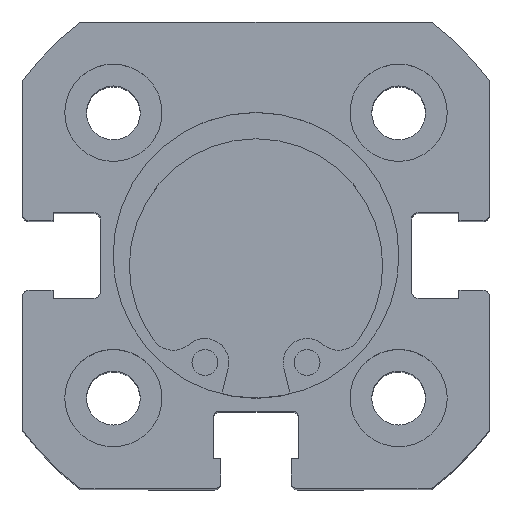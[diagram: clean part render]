
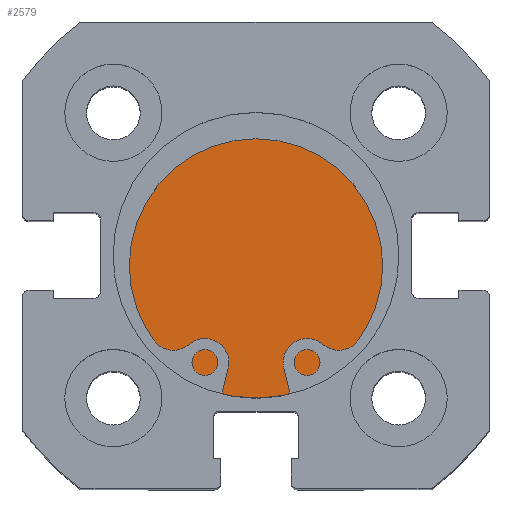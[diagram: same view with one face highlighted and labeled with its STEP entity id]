
A CAD part, top view. The second image highlights one B-rep face of the part: STEP entity #2579.
In plain terms, the highlighted face is planar.
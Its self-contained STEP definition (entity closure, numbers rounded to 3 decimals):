
#15 = CIRCLE ( 'NONE', #4552, 11. ) ;
#1159 = CARTESIAN_POINT ( 'NONE',  ( 6., 0., 11. ) ) ;
#1161 = CARTESIAN_POINT ( 'NONE',  ( 6., 0., -11. ) ) ;
#1563 = DIRECTION ( 'NONE',  ( 0., 0., 1. ) ) ;
#1565 = DIRECTION ( 'NONE',  ( -1., 0., 0. ) ) ;
#1570 = CARTESIAN_POINT ( 'NONE',  ( 6., 0., 0. ) ) ;
#1847 = DIRECTION ( 'NONE',  ( 0., 0., 1. ) ) ;
#1848 = DIRECTION ( 'NONE',  ( -1., 0., 0. ) ) ;
#1849 = CARTESIAN_POINT ( 'NONE',  ( 6., 0., 0. ) ) ;
#2579 = ADVANCED_FACE ( 'NONE', ( #5239 ), #3543, .F. ) ;
#3209 = VERTEX_POINT ( 'NONE', #1161 ) ;
#3210 = VERTEX_POINT ( 'NONE', #1159 ) ;
#3223 = DIRECTION ( 'NONE',  ( -1., 0., 0. ) ) ;
#3416 = DIRECTION ( 'NONE',  ( 0., 0., 1. ) ) ;
#3543 = PLANE ( 'NONE',  #4312 ) ;
#3555 = CARTESIAN_POINT ( 'NONE',  ( 6., 11., 0. ) ) ;
#3926 = EDGE_CURVE ( 'NONE', #3209, #3210, #5691, .T. ) ;
#3995 = EDGE_CURVE ( 'NONE', #3210, #3209, #15, .T. ) ;
#4312 = AXIS2_PLACEMENT_3D ( 'NONE', #3555, #3223, #3416 ) ;
#4515 = AXIS2_PLACEMENT_3D ( 'NONE', #1849, #1848, #1847 ) ;
#4552 = AXIS2_PLACEMENT_3D ( 'NONE', #1570, #1565, #1563 ) ;
#4735 = ORIENTED_EDGE ( 'NONE', *, *, #3926, .F. ) ;
#4736 = ORIENTED_EDGE ( 'NONE', *, *, #3995, .F. ) ;
#4957 = EDGE_LOOP ( 'NONE', ( #4736, #4735 ) ) ;
#5239 = FACE_OUTER_BOUND ( 'NONE', #4957, .T. ) ;
#5691 = CIRCLE ( 'NONE', #4515, 11. ) ;
